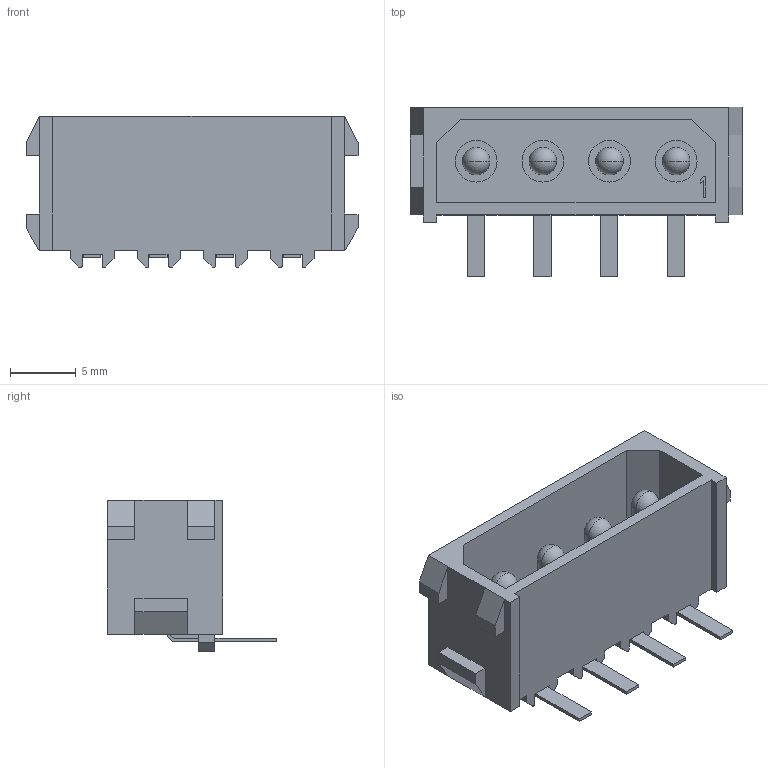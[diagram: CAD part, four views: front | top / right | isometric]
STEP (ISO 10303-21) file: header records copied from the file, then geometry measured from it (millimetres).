
FILE_DESCRIPTION((''),'2;1');
FILE_NAME('C-0172294-01-3','2007-11-20T',('workeradm'),('Tyco Electronics Corporation'),'PRO/ENGINEER BY PARAMETRIC TECHNOLOGY CORPORATION, 2005450','PRO/ENGINEER BY PARAMETRIC TECHNOLOGY CORPORATION, 2005450','');
FILE_SCHEMA(('CONFIG_CONTROL_DESIGN', 'GEOMETRIC_VALIDATION_PROPERTIES_MIM'));
Length unit declared in the file: millimetre
Products named in the file (1): C-0172294-01-3
Bounding box: 25.3 x 12.9 x 11.52 mm (x, y, z)
Volume: 1076.8 mm3; surface area: 1786.9 mm2
Topology: 1 solids, 1 shells, 169 faces, 457 edges, 292 vertices
Faces by surface type: plane 125, cylinder 36, sphere 8
Entity records: 5316 total; most frequent: CARTESIAN_POINT 911, ORIENTED_EDGE 898, DIRECTION 867, EDGE_CURVE 449, VECTOR 369, LINE 369, VERTEX_POINT 292, AXIS2_PLACEMENT_3D 249
